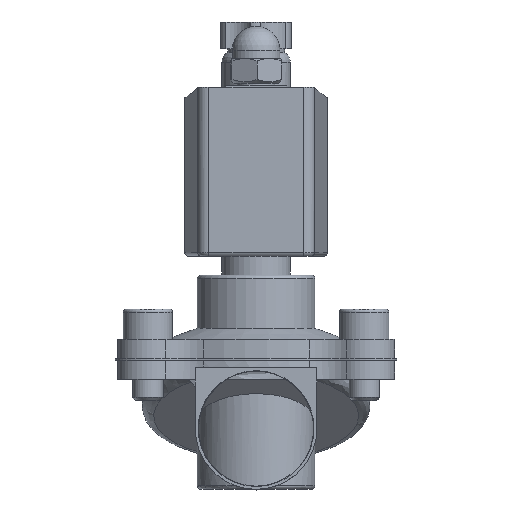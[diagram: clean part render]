
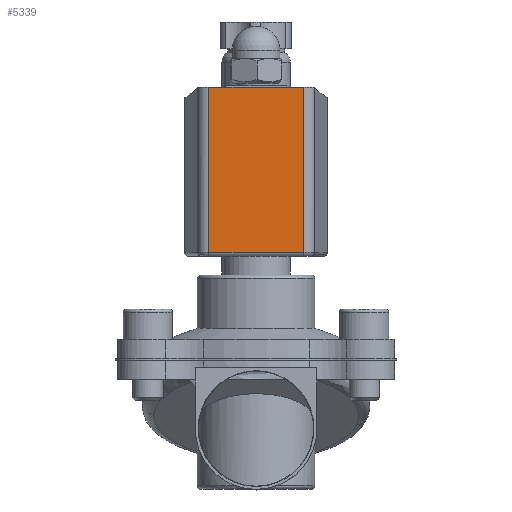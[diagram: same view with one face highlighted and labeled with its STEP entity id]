
A CAD part, top view. The second image highlights one B-rep face of the part: STEP entity #5339.
In plain terms, the highlighted planar face has unit normal (0, 0, 1).
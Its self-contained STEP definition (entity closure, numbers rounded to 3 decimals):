
#469=PLANE('',#5906);
#771=FACE_OUTER_BOUND('',#1094,.T.);
#1094=EDGE_LOOP('',(#4412,#4413,#4414,#4415));
#1500=LINE('',#9530,#1812);
#1522=LINE('',#9740,#1834);
#1528=LINE('',#9755,#1840);
#1610=LINE('',#10457,#1922);
#1812=VECTOR('',#6676,10.);
#1834=VECTOR('',#6816,10.);
#1840=VECTOR('',#6830,10.);
#1922=VECTOR('',#7148,10.);
#2262=VERTEX_POINT('',#9524);
#2263=VERTEX_POINT('',#9528);
#2295=VERTEX_POINT('',#9738);
#2300=VERTEX_POINT('',#9754);
#2887=EDGE_CURVE('',#2263,#2262,#1500,.T.);
#2946=EDGE_CURVE('',#2295,#2263,#1522,.T.);
#2953=EDGE_CURVE('',#2262,#2300,#1528,.T.);
#3117=EDGE_CURVE('',#2300,#2295,#1610,.T.);
#4412=ORIENTED_EDGE('',*,*,#2887,.F.);
#4413=ORIENTED_EDGE('',*,*,#2946,.F.);
#4414=ORIENTED_EDGE('',*,*,#3117,.F.);
#4415=ORIENTED_EDGE('',*,*,#2953,.F.);
#5339=ADVANCED_FACE('',(#771),#469,.T.);
#5906=AXIS2_PLACEMENT_3D('',#10464,#7156,#7157);
#6676=DIRECTION('',(-1.,0.,0.));
#6816=DIRECTION('',(0.,-1.,0.));
#6830=DIRECTION('',(0.,1.,0.));
#7148=DIRECTION('',(1.,0.,0.));
#7156=DIRECTION('center_axis',(0.,0.,1.));
#7157=DIRECTION('ref_axis',(1.,0.,0.));
#9524=CARTESIAN_POINT('',(-12.422,46.5,74.5));
#9528=CARTESIAN_POINT('',(12.422,46.5,74.5));
#9530=CARTESIAN_POINT('',(-7.5,46.5,74.5));
#9738=CARTESIAN_POINT('',(12.422,90.,74.5));
#9740=CARTESIAN_POINT('',(12.422,45.5,74.5));
#9754=CARTESIAN_POINT('',(-12.422,90.,74.5));
#9755=CARTESIAN_POINT('',(-12.422,45.5,74.5));
#10457=CARTESIAN_POINT('',(-15.,90.,74.5));
#10464=CARTESIAN_POINT('Origin',(-15.,45.5,74.5));
